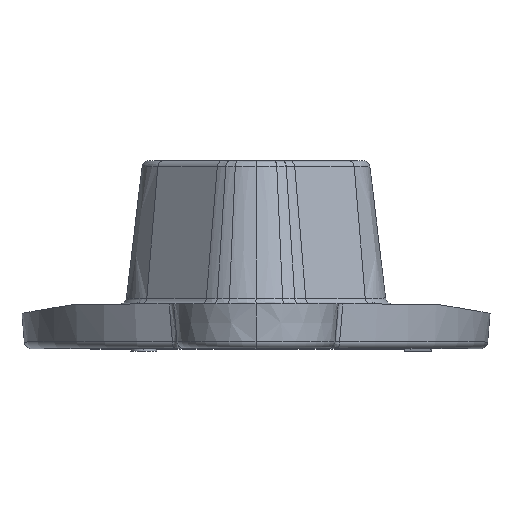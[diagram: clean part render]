
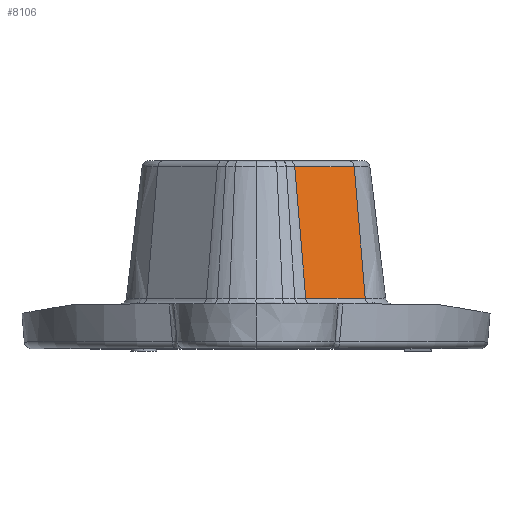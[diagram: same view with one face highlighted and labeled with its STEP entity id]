
A CAD part, top view. The second image highlights one B-rep face of the part: STEP entity #8106.
In plain terms, the highlighted planar face has unit normal (0.696, 0.179, 0.696).
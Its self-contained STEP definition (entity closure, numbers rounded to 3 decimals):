
#402 = LINE ( 'NONE', #2255, #7709 ) ;
#1033 = EDGE_CURVE ( 'NONE', #10981, #4480, #402, .T. ) ;
#1037 = CARTESIAN_POINT ( 'NONE',  ( 1.905, -5.27, 4.622 ) ) ;
#1255 = PLANE ( 'NONE',  #4422 ) ;
#2255 = CARTESIAN_POINT ( 'NONE',  ( 1.894, -5.27, 4.632 ) ) ;
#2417 = EDGE_CURVE ( 'NONE', #12354, #11007, #6445, .T. ) ;
#2533 = CARTESIAN_POINT ( 'NONE',  ( 3.76, -0.23, 1.47 ) ) ;
#3227 = EDGE_CURVE ( 'NONE', #4480, #11007, #11188, .T. ) ;
#4212 = DIRECTION ( 'NONE',  ( -0.707, 0., 0.707 ) ) ;
#4385 = ORIENTED_EDGE ( 'NONE', *, *, #2417, .T. ) ;
#4422 = AXIS2_PLACEMENT_3D ( 'NONE', #9225, #10006, #4212 ) ;
#4480 = VERTEX_POINT ( 'NONE', #1037 ) ;
#4915 = CARTESIAN_POINT ( 'NONE',  ( 1.492, -0.23, 3.738 ) ) ;
#5259 = CARTESIAN_POINT ( 'NONE',  ( 1.482, -0.23, 3.749 ) ) ;
#5500 = CARTESIAN_POINT ( 'NONE',  ( 4.042, -3.59, 2.052 ) ) ;
#5776 = DIRECTION ( 'NONE',  ( -0.082, 0.982, -0.17 ) ) ;
#6445 = LINE ( 'NONE', #4915, #10889 ) ;
#6562 = ORIENTED_EDGE ( 'NONE', *, *, #3227, .F. ) ;
#6659 = B_SPLINE_CURVE_WITH_KNOTS ( 'NONE', 3,
 ( #7290, #5500, #8463, #2533 ),
 .UNSPECIFIED., .F., .F.,
 ( 4, 4 ),
 ( 0.244, 1.02 ),
 .UNSPECIFIED. ) ;
#7290 = CARTESIAN_POINT ( 'NONE',  ( 4.183, -5.27, 2.343 ) ) ;
#7490 = EDGE_CURVE ( 'NONE', #10981, #12354, #6659, .T. ) ;
#7709 = VECTOR ( 'NONE', #11031, 1000. ) ;
#8106 = ADVANCED_FACE ( 'NONE', ( #11306 ), #1255, .T. ) ;
#8463 = CARTESIAN_POINT ( 'NONE',  ( 3.901, -1.91, 1.761 ) ) ;
#9086 = CARTESIAN_POINT ( 'NONE',  ( 3.76, -0.23, 1.47 ) ) ;
#9145 = ORIENTED_EDGE ( 'NONE', *, *, #1033, .F. ) ;
#9225 = CARTESIAN_POINT ( 'NONE',  ( 3.771, -0.358, 1.492 ) ) ;
#9703 = EDGE_LOOP ( 'NONE', ( #12453, #4385, #6562, #9145 ) ) ;
#10006 = DIRECTION ( 'NONE',  ( 0.696, 0.179, 0.696 ) ) ;
#10169 = CARTESIAN_POINT ( 'NONE',  ( 4.183, -5.27, 2.343 ) ) ;
#10597 = CARTESIAN_POINT ( 'NONE',  ( 1.493, -0.358, 3.771 ) ) ;
#10723 = VECTOR ( 'NONE', #5776, 1000. ) ;
#10889 = VECTOR ( 'NONE', #11675, 1000. ) ;
#10981 = VERTEX_POINT ( 'NONE', #10169 ) ;
#11007 = VERTEX_POINT ( 'NONE', #5259 ) ;
#11031 = DIRECTION ( 'NONE',  ( -0.707, 0., 0.707 ) ) ;
#11188 = LINE ( 'NONE', #10597, #10723 ) ;
#11306 = FACE_OUTER_BOUND ( 'NONE', #9703, .T. ) ;
#11675 = DIRECTION ( 'NONE',  ( -0.707, 0., 0.707 ) ) ;
#12354 = VERTEX_POINT ( 'NONE', #9086 ) ;
#12453 = ORIENTED_EDGE ( 'NONE', *, *, #7490, .T. ) ;
